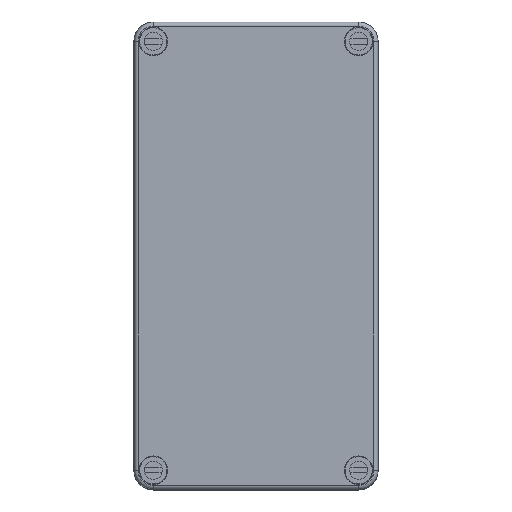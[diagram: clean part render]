
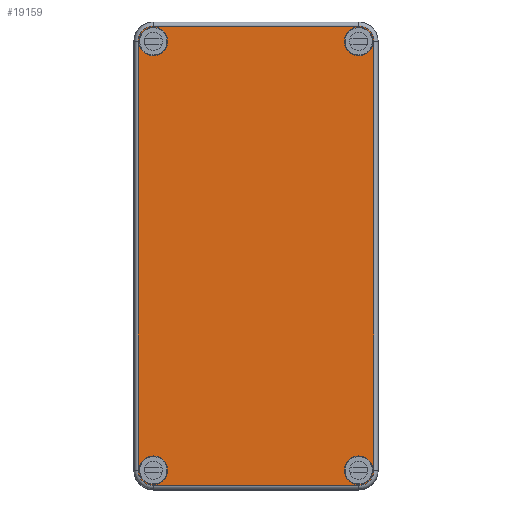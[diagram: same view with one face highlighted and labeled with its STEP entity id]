
A CAD part, top view. The second image highlights one B-rep face of the part: STEP entity #19159.
In plain terms, the highlighted planar face has unit normal (0, 0, 1).
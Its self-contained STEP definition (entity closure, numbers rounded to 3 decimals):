
#1 = CARTESIAN_POINT ( 'NONE',  ( -45., -82.5, 15. ) ) ;
#36 = ORIENTED_EDGE ( 'NONE', *, *, #9954, .T. ) ;
#63 = DIRECTION ( 'NONE',  ( -1., 0., 0. ) ) ;
#218 = CARTESIAN_POINT ( 'NONE',  ( 39.5, -82.5, 15. ) ) ;
#729 = EDGE_CURVE ( 'NONE', #2337, #21385, #14260, .T. ) ;
#744 = VERTEX_POINT ( 'NONE', #3910 ) ;
#946 = CARTESIAN_POINT ( 'NONE',  ( -45.382, 100., 15. ) ) ;
#981 = CIRCLE ( 'NONE', #19762, 5.5 ) ;
#987 = DIRECTION ( 'NONE',  ( 0., 0., -1. ) ) ;
#1326 = EDGE_CURVE ( 'NONE', #22903, #12775, #1668, .T. ) ;
#1497 = DIRECTION ( 'NONE',  ( -1., 0., 0. ) ) ;
#1667 = VERTEX_POINT ( 'NONE', #24255 ) ;
#1668 = CIRCLE ( 'NONE', #9172, 5.5 ) ;
#1669 = AXIS2_PLACEMENT_3D ( 'NONE', #2164, #15534, #4105 ) ;
#2058 = EDGE_LOOP ( 'NONE', ( #7916, #4543 ) ) ;
#2119 = DIRECTION ( 'NONE',  ( -1., 0., 0. ) ) ;
#2164 = CARTESIAN_POINT ( 'NONE',  ( 39.5, 82.5, 15. ) ) ;
#2337 = VERTEX_POINT ( 'NONE', #1 ) ;
#2535 = EDGE_CURVE ( 'NONE', #3792, #5042, #14911, .T. ) ;
#2953 = LINE ( 'NONE', #14833, #22604 ) ;
#3254 = EDGE_CURVE ( 'NONE', #12094, #1667, #10727, .T. ) ;
#3453 = AXIS2_PLACEMENT_3D ( 'NONE', #19652, #8259, #21544 ) ;
#3518 = VERTEX_POINT ( 'NONE', #18073 ) ;
#3653 = EDGE_CURVE ( 'NONE', #12456, #11633, #2953, .T. ) ;
#3708 = DIRECTION ( 'NONE',  ( 0., 0., 1. ) ) ;
#3792 = VERTEX_POINT ( 'NONE', #18981 ) ;
#3910 = CARTESIAN_POINT ( 'NONE',  ( 39.5, 88.382, 15. ) ) ;
#3957 = EDGE_CURVE ( 'NONE', #744, #12426, #10394, .T. ) ;
#4105 = DIRECTION ( 'NONE',  ( -1., 0., 0. ) ) ;
#4274 = CARTESIAN_POINT ( 'NONE',  ( 45.382, 100., 15. ) ) ;
#4318 = EDGE_CURVE ( 'NONE', #3518, #21992, #12738, .T. ) ;
#4359 = FACE_BOUND ( 'NONE', #8811, .T. ) ;
#4543 = ORIENTED_EDGE ( 'NONE', *, *, #14094, .T. ) ;
#4620 = EDGE_LOOP ( 'NONE', ( #8487, #17885 ) ) ;
#4876 = ORIENTED_EDGE ( 'NONE', *, *, #1326, .T. ) ;
#4947 = FACE_BOUND ( 'NONE', #8538, .T. ) ;
#5042 = VERTEX_POINT ( 'NONE', #18296 ) ;
#5046 = VECTOR ( 'NONE', #18105, 1000. ) ;
#5351 = CARTESIAN_POINT ( 'NONE',  ( 45.382, 82.5, 15. ) ) ;
#5656 = CARTESIAN_POINT ( 'NONE',  ( 0., 0., 15. ) ) ;
#5903 = DIRECTION ( 'NONE',  ( 0., 0., -1. ) ) ;
#5976 = VERTEX_POINT ( 'NONE', #12991 ) ;
#6048 = EDGE_CURVE ( 'NONE', #21992, #3518, #21486, .T. ) ;
#6213 = DIRECTION ( 'NONE',  ( 0., -1., 0. ) ) ;
#6410 = CARTESIAN_POINT ( 'NONE',  ( -34., 82.5, 15. ) ) ;
#6669 = LINE ( 'NONE', #23134, #17388 ) ;
#6832 = CARTESIAN_POINT ( 'NONE',  ( -39.5, 82.5, 15. ) ) ;
#7145 = AXIS2_PLACEMENT_3D ( 'NONE', #12419, #987, #14353 ) ;
#7363 = AXIS2_PLACEMENT_3D ( 'NONE', #5656, #3708, #15235 ) ;
#7628 = CARTESIAN_POINT ( 'NONE',  ( -39.5, 82.5, 15. ) ) ;
#7916 = ORIENTED_EDGE ( 'NONE', *, *, #2535, .T. ) ;
#7953 = ORIENTED_EDGE ( 'NONE', *, *, #11539, .T. ) ;
#8259 = DIRECTION ( 'NONE',  ( 0., 0., -1. ) ) ;
#8276 = CARTESIAN_POINT ( 'NONE',  ( 39.5, 82.5, 15. ) ) ;
#8487 = ORIENTED_EDGE ( 'NONE', *, *, #4318, .T. ) ;
#8538 = EDGE_LOOP ( 'NONE', ( #24398, #4876 ) ) ;
#8742 = DIRECTION ( 'NONE',  ( -1., 0., 0. ) ) ;
#8760 = AXIS2_PLACEMENT_3D ( 'NONE', #6832, #20138, #8742 ) ;
#8811 = EDGE_LOOP ( 'NONE', ( #7953, #21862 ) ) ;
#8939 = ORIENTED_EDGE ( 'NONE', *, *, #3653, .F. ) ;
#9172 = AXIS2_PLACEMENT_3D ( 'NONE', #20945, #9583, #22861 ) ;
#9375 = DIRECTION ( 'NONE',  ( 0., 0., -1. ) ) ;
#9488 = ORIENTED_EDGE ( 'NONE', *, *, #3957, .F. ) ;
#9575 = DIRECTION ( 'NONE',  ( 1., 0., 0. ) ) ;
#9583 = DIRECTION ( 'NONE',  ( 0., 0., -1. ) ) ;
#9707 = CARTESIAN_POINT ( 'NONE',  ( -45.382, 82.5, 15. ) ) ;
#9954 = EDGE_CURVE ( 'NONE', #17453, #12094, #13601, .T. ) ;
#9958 = CIRCLE ( 'NONE', #22665, 5.882 ) ;
#10043 = FACE_BOUND ( 'NONE', #2058, .T. ) ;
#10195 = DIRECTION ( 'NONE',  ( -1., 0., 0. ) ) ;
#10380 = DIRECTION ( 'NONE',  ( 0., 0., 1. ) ) ;
#10394 = CIRCLE ( 'NONE', #3453, 5.882 ) ;
#10727 = LINE ( 'NONE', #946, #5046 ) ;
#10768 = EDGE_CURVE ( 'NONE', #11633, #1667, #20986, .T. ) ;
#11255 = EDGE_CURVE ( 'NONE', #12775, #22903, #20356, .T. ) ;
#11383 = CARTESIAN_POINT ( 'NONE',  ( 34., -82.5, 15. ) ) ;
#11392 = PLANE ( 'NONE',  #7363 ) ;
#11412 = CARTESIAN_POINT ( 'NONE',  ( 39.5, -82.5, 15. ) ) ;
#11443 = CARTESIAN_POINT ( 'NONE',  ( -34., -82.5, 15. ) ) ;
#11496 = DIRECTION ( 'NONE',  ( 0., 0., -1. ) ) ;
#11528 = AXIS2_PLACEMENT_3D ( 'NONE', #11412, #9375, #13326 ) ;
#11539 = EDGE_CURVE ( 'NONE', #21385, #2337, #981, .T. ) ;
#11633 = VERTEX_POINT ( 'NONE', #15731 ) ;
#11739 = DIRECTION ( 'NONE',  ( -1., 0., 0. ) ) ;
#11908 = AXIS2_PLACEMENT_3D ( 'NONE', #8276, #21553, #10195 ) ;
#12094 = VERTEX_POINT ( 'NONE', #9707 ) ;
#12419 = CARTESIAN_POINT ( 'NONE',  ( -39.5, -82.5, 15. ) ) ;
#12426 = VERTEX_POINT ( 'NONE', #5351 ) ;
#12456 = VERTEX_POINT ( 'NONE', #18657 ) ;
#12738 = CIRCLE ( 'NONE', #17021, 5.5 ) ;
#12775 = VERTEX_POINT ( 'NONE', #6410 ) ;
#12991 = CARTESIAN_POINT ( 'NONE',  ( 45.382, -82.5, 15. ) ) ;
#13326 = DIRECTION ( 'NONE',  ( -1., 0., 0. ) ) ;
#13556 = DIRECTION ( 'NONE',  ( 0., 0., -1. ) ) ;
#13601 = CIRCLE ( 'NONE', #17963, 5.882 ) ;
#14094 = EDGE_CURVE ( 'NONE', #5042, #3792, #15790, .T. ) ;
#14260 = CIRCLE ( 'NONE', #20782, 5.5 ) ;
#14353 = DIRECTION ( 'NONE',  ( -1., 0., 0. ) ) ;
#14499 = FACE_BOUND ( 'NONE', #4620, .T. ) ;
#14833 = CARTESIAN_POINT ( 'NONE',  ( 50., -88.382, 15. ) ) ;
#14911 = CIRCLE ( 'NONE', #11908, 5.5 ) ;
#15235 = DIRECTION ( 'NONE',  ( 1., 0., 0. ) ) ;
#15534 = DIRECTION ( 'NONE',  ( 0., 0., -1. ) ) ;
#15731 = CARTESIAN_POINT ( 'NONE',  ( -39.5, -88.382, 15. ) ) ;
#15779 = EDGE_CURVE ( 'NONE', #12426, #5976, #19250, .T. ) ;
#15790 = CIRCLE ( 'NONE', #1669, 5.5 ) ;
#17021 = AXIS2_PLACEMENT_3D ( 'NONE', #218, #13556, #2119 ) ;
#17294 = CARTESIAN_POINT ( 'NONE',  ( -39.5, -82.5, 15. ) ) ;
#17313 = EDGE_CURVE ( 'NONE', #12456, #5976, #9958, .T. ) ;
#17388 = VECTOR ( 'NONE', #11739, 1000. ) ;
#17453 = VERTEX_POINT ( 'NONE', #22227 ) ;
#17477 = ORIENTED_EDGE ( 'NONE', *, *, #15779, .F. ) ;
#17842 = ORIENTED_EDGE ( 'NONE', *, *, #3254, .T. ) ;
#17885 = ORIENTED_EDGE ( 'NONE', *, *, #6048, .T. ) ;
#17963 = AXIS2_PLACEMENT_3D ( 'NONE', #7628, #20933, #9575 ) ;
#17971 = CARTESIAN_POINT ( 'NONE',  ( -45., 82.5, 15. ) ) ;
#18035 = ORIENTED_EDGE ( 'NONE', *, *, #20416, .T. ) ;
#18073 = CARTESIAN_POINT ( 'NONE',  ( 45., -82.5, 15. ) ) ;
#18105 = DIRECTION ( 'NONE',  ( 0., -1., 0. ) ) ;
#18296 = CARTESIAN_POINT ( 'NONE',  ( 34., 82.5, 15. ) ) ;
#18657 = CARTESIAN_POINT ( 'NONE',  ( 39.5, -88.382, 15. ) ) ;
#18981 = CARTESIAN_POINT ( 'NONE',  ( 45., 82.5, 15. ) ) ;
#19159 = ADVANCED_FACE ( 'NONE', ( #24614, #4359, #14499, #10043, #4947 ), #11392, .T. ) ;
#19205 = DIRECTION ( 'NONE',  ( -1., 0., 0. ) ) ;
#19250 = LINE ( 'NONE', #4274, #23728 ) ;
#19652 = CARTESIAN_POINT ( 'NONE',  ( 39.5, 82.5, 15. ) ) ;
#19762 = AXIS2_PLACEMENT_3D ( 'NONE', #17294, #5903, #19205 ) ;
#20138 = DIRECTION ( 'NONE',  ( 0., 0., -1. ) ) ;
#20356 = CIRCLE ( 'NONE', #8760, 5.5 ) ;
#20416 = EDGE_CURVE ( 'NONE', #744, #17453, #6669, .T. ) ;
#20782 = AXIS2_PLACEMENT_3D ( 'NONE', #22890, #11496, #63 ) ;
#20933 = DIRECTION ( 'NONE',  ( 0., 0., 1. ) ) ;
#20945 = CARTESIAN_POINT ( 'NONE',  ( -39.5, 82.5, 15. ) ) ;
#20986 = CIRCLE ( 'NONE', #7145, 5.882 ) ;
#21385 = VERTEX_POINT ( 'NONE', #11443 ) ;
#21486 = CIRCLE ( 'NONE', #11528, 5.5 ) ;
#21532 = EDGE_LOOP ( 'NONE', ( #23302, #8939, #23054, #17477, #9488, #18035, #36, #17842 ) ) ;
#21544 = DIRECTION ( 'NONE',  ( -1., 0., 0. ) ) ;
#21553 = DIRECTION ( 'NONE',  ( 0., 0., -1. ) ) ;
#21757 = CARTESIAN_POINT ( 'NONE',  ( 39.5, -82.5, 15. ) ) ;
#21862 = ORIENTED_EDGE ( 'NONE', *, *, #729, .T. ) ;
#21992 = VERTEX_POINT ( 'NONE', #11383 ) ;
#22227 = CARTESIAN_POINT ( 'NONE',  ( -39.5, 88.382, 15. ) ) ;
#22604 = VECTOR ( 'NONE', #1497, 1000. ) ;
#22665 = AXIS2_PLACEMENT_3D ( 'NONE', #21757, #10380, #23677 ) ;
#22861 = DIRECTION ( 'NONE',  ( -1., 0., 0. ) ) ;
#22890 = CARTESIAN_POINT ( 'NONE',  ( -39.5, -82.5, 15. ) ) ;
#22903 = VERTEX_POINT ( 'NONE', #17971 ) ;
#23054 = ORIENTED_EDGE ( 'NONE', *, *, #17313, .T. ) ;
#23134 = CARTESIAN_POINT ( 'NONE',  ( 50., 88.382, 15. ) ) ;
#23302 = ORIENTED_EDGE ( 'NONE', *, *, #10768, .F. ) ;
#23677 = DIRECTION ( 'NONE',  ( 1., 0., 0. ) ) ;
#23728 = VECTOR ( 'NONE', #6213, 1000. ) ;
#24255 = CARTESIAN_POINT ( 'NONE',  ( -45.382, -82.5, 15. ) ) ;
#24398 = ORIENTED_EDGE ( 'NONE', *, *, #11255, .T. ) ;
#24614 = FACE_OUTER_BOUND ( 'NONE', #21532, .T. ) ;
